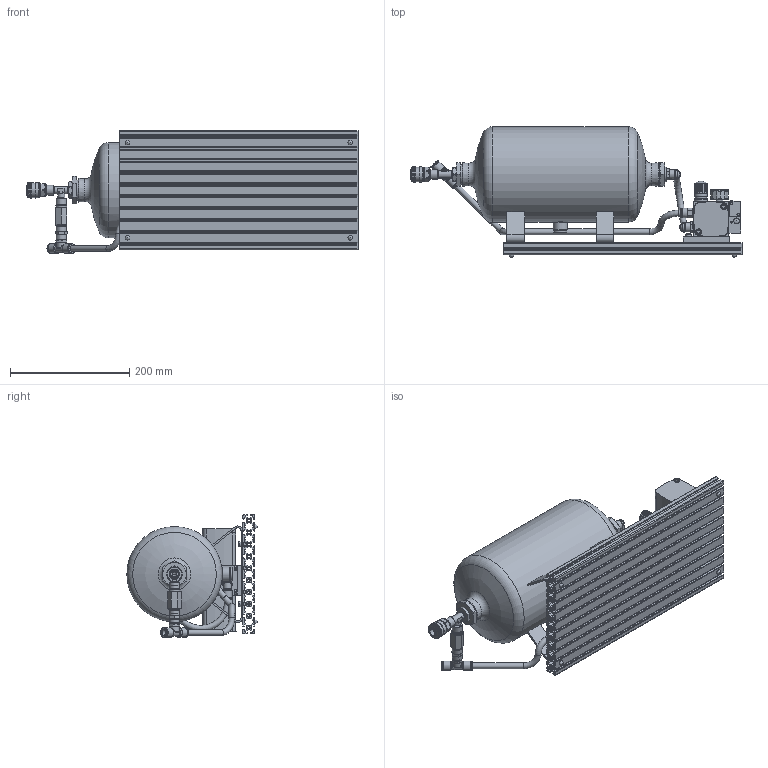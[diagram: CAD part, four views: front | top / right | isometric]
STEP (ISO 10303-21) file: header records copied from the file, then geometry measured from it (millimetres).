
FILE_DESCRIPTION(/* description */ ('STEP AP214'),/* implementation_level */ '2;1');
FILE_NAME(/* name */ '552931_DPA-40-16-CRVZS5',/* time_stamp */ '2024-08-20T19:18:02+02:00',/* author */ ('License CC BY-ND 4.0'),/* organization */ ('CADENAS'),/* preprocessor_version */ 'ST-DEVELOPER v19.3',/* originating_system */ 'PARTsolutions',/* authorisation */ ' ');
FILE_SCHEMA (('AUTOMOTIVE_DESIGN {1 0 10303 214 3 1 1}'));
Length unit declared in the file: millimetre
Products named in the file (30): 552931 DPA-40-16-CRVZS5; 717090 IPM-PN-05-20x200x400; 191589 IPM-05-15-M5; 192159 CRVZS-5; DIN-912 - M5x8(F); 8069237 NPFC-R-G1-G12-MF; 558718 NPQM-L-G12-Q10-P10; 541677 PAN-R-10-SI_3; 8030311 NPFC-R-G12-G14-MF; 8030247 NPFC-T-2G14-R14-FMF; 2143 KD4-1/4-A; 11689 H-1_4-B; 8030292 NPFC-S-2G14-F; 558741 NPQM-T-G14-Q10-P10; 541677 PAN-R-10-SI_4; 3570 B-3/8; 549396 DPA-40-D 5-m; DIN-912 - M4x12(F); DIN-912 - M5x16(F); 537274 DPA-40-16-m; 549396 DPA-40-D 1-m; 541733 MA-27-16-R1/8; 541734 MA-27-25-R1/8; 549396 DPA-40-D 7-m; 549396 DPA-40-D 8-m; 549396 DPA-40-D 3-m; 549396 DPA-40-D 2-m; 161418 UC-M7; 558666 NPQM-D-G14-Q10-P10; 558713 NPQM-L-G14-Q10-P10
Assembly tree (44 placements, depth 2):
  552931 DPA-40-16-CRVZS5
    717090 IPM-PN-05-20x200x400
    191589 IPM-05-15-M5  x6
    192159 CRVZS-5
    DIN-912 - M5x8(F)  x4
    8069237 NPFC-R-G1-G12-MF  x2
    558718 NPQM-L-G12-Q10-P10
    541677 PAN-R-10-SI_3
    8030311 NPFC-R-G12-G14-MF
    8030247 NPFC-T-2G14-R14-FMF
    2143 KD4-1/4-A
    11689 H-1_4-B
    8030292 NPFC-S-2G14-F
    558741 NPQM-T-G14-Q10-P10
    541677 PAN-R-10-SI_4
    3570 B-3/8
    549396 DPA-40-D 5-m
    DIN-912 - M4x12(F)  x4
    DIN-912 - M5x16(F)  x2
    537274 DPA-40-16-m
    549396 DPA-40-D 1-m  x2
    541733 MA-27-16-R1/8
    541734 MA-27-25-R1/8
    549396 DPA-40-D 7-m
    549396 DPA-40-D 8-m
    549396 DPA-40-D 3-m
    549396 DPA-40-D 2-m
    161418 UC-M7  x2
    558666 NPQM-D-G14-Q10-P10
    558713 NPQM-L-G14-Q10-P10
Bounding box: 557.45 x 218.8 x 206 mm (x, y, z)
Volume: 1951914.9 mm3; surface area: 1119683.3 mm2
Topology: 44 solids, 44 shells, 2068 faces, 5106 edges, 3228 vertices
Faces by surface type: plane 970, cylinder 633, cone 369, torus 84, sphere 12
Full cylindrical faces by diameter (mm): 2.459 x4, 3 x3, 3.242 x4, 4 x4, 4.134 x7, 4.2 x12, 4.5 x4, 4.6 x4, 4.8 x4, 5 x8, 5.4 x2, 5.5 x2, 5.917 x2, 6 x1, 6.2 x5, 7 x6, 7.7 x2, 8 x18, 8.167 x2, 8.5 x6, 8.566 x2, 9 x6, 9.5 x4, 9.7 x2, 9.8 x2, 10 x10, 11.4 x5, 11.445 x9, 12 x3, 13 x3
Entity records: 52419 total; most frequent: CARTESIAN_POINT 9269, DIRECTION 8162, ORIENTED_EDGE 7348, EDGE_CURVE 3674, AXIS2_PLACEMENT_3D 3140, VERTEX_POINT 2583, FACE_BOUND 2259, EDGE_LOOP 2242
